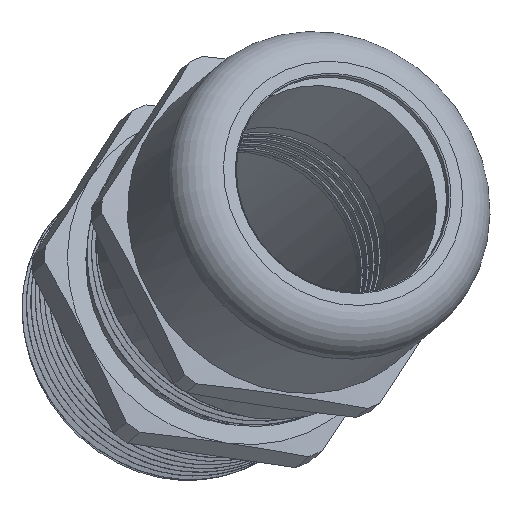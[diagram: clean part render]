
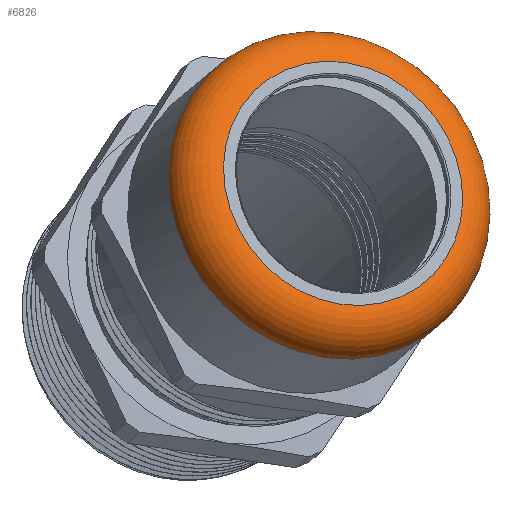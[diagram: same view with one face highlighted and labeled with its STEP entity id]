
A CAD part, left-side view. The second image highlights one B-rep face of the part: STEP entity #6826.
In plain terms, the highlighted toroidal (fillet/blend) face has major radius 15.885 mm and minor radius 5.29 mm.
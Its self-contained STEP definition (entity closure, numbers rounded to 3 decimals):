
#1311=TOROIDAL_SURFACE('',#7312,15.885,5.29);
#1361=FACE_BOUND('',#1910,.T.);
#1501=FACE_OUTER_BOUND('',#1909,.T.);
#1909=EDGE_LOOP('',(#4645));
#1910=EDGE_LOOP('',(#4646));
#2337=CIRCLE('',#7280,15.885);
#2352=CIRCLE('',#7313,21.175);
#2761=VERTEX_POINT('',#11907);
#2788=VERTEX_POINT('',#12946);
#3485=EDGE_CURVE('',#2761,#2761,#2337,.T.);
#3526=EDGE_CURVE('',#2788,#2788,#2352,.T.);
#4645=ORIENTED_EDGE('',*,*,#3526,.F.);
#4646=ORIENTED_EDGE('',*,*,#3485,.T.);
#6826=ADVANCED_FACE('',(#1501,#1361),#1311,.T.);
#7280=AXIS2_PLACEMENT_3D('',#11908,#8137,#8138);
#7312=AXIS2_PLACEMENT_3D('',#12945,#8213,#8214);
#7313=AXIS2_PLACEMENT_3D('',#12947,#8215,#8216);
#8137=DIRECTION('center_axis',(1.,0.,0.));
#8138=DIRECTION('ref_axis',(0.,0.,-1.));
#8213=DIRECTION('center_axis',(1.,0.,0.));
#8214=DIRECTION('ref_axis',(0.,0.,-1.));
#8215=DIRECTION('center_axis',(1.,0.,0.));
#8216=DIRECTION('ref_axis',(0.,0.,-1.));
#11907=CARTESIAN_POINT('',(-30.,15.885,0.));
#11908=CARTESIAN_POINT('Origin',(-30.,0.,0.));
#12945=CARTESIAN_POINT('Origin',(-24.71,0.,0.));
#12946=CARTESIAN_POINT('',(-24.71,21.175,0.));
#12947=CARTESIAN_POINT('Origin',(-24.71,0.,0.));
